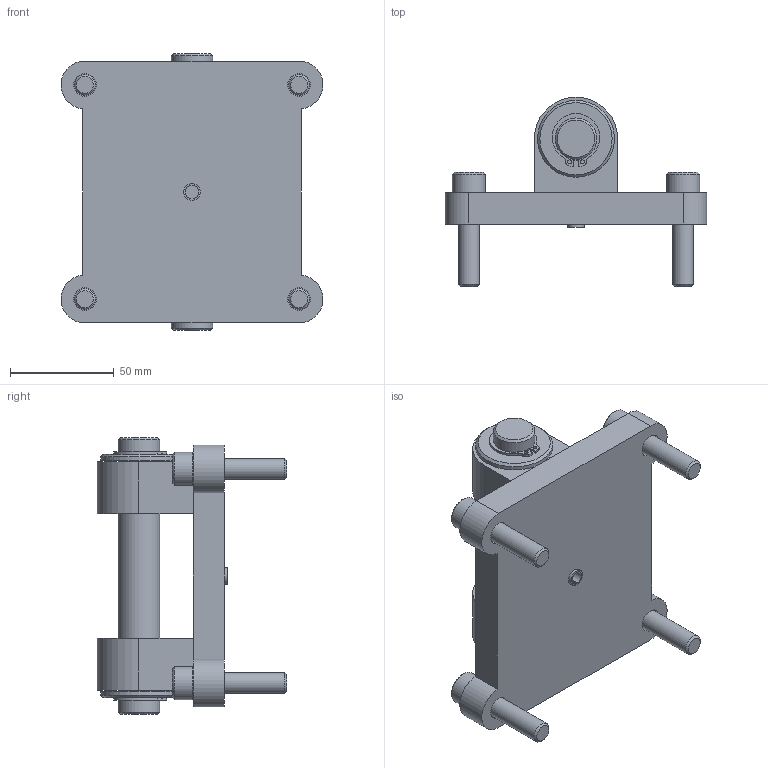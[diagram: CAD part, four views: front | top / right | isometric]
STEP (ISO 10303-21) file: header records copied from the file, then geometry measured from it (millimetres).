
FILE_DESCRIPTION(/* description */ ('STEP AP214'),/* implementation_level */ '2;1');
FILE_NAME(/* name */ '157327_SUA-100',/* time_stamp */ '2024-09-15T14:37:29+02:00',/* author */ ('License CC BY-ND 4.0'),/* organization */ ('CADENAS'),/* preprocessor_version */ 'ST-DEVELOPER v19.3',/* originating_system */ 'PARTsolutions',/* authorisation */ ' ');
FILE_SCHEMA (('AUTOMOTIVE_DESIGN {1 0 10303 214 3 1 1}'));
Length unit declared in the file: millimetre
Products named in the file (7): 157327 SUA-100; 157327 SUA-100---(F); 369046 BZ-20-117,0-AA (133); DIN471 - 20x1.2; DIN-125B-1 -21(F); DIN-912 - M10x45(F); Clamping pin DIN 7346 8x10
Assembly tree (11 placements, depth 2):
  157327 SUA-100
    157327 SUA-100---(F)
    369046 BZ-20-117,0-AA (133)
    DIN471 - 20x1.2  x2
    DIN-125B-1 -21(F)  x2
    DIN-912 - M10x45(F)  x4
    Clamping pin DIN 7346 8x10
Bounding box: 125.98 x 91 x 133 mm (x, y, z)
Volume: 338234.7 mm3; surface area: 73242 mm2
Topology: 11 solids, 11 shells, 202 faces, 417 edges, 248 vertices
Faces by surface type: plane 101, cylinder 52, cone 49
Full cylindrical faces by diameter (mm): 2 x4, 8 x1, 10 x4, 11 x4, 16 x4, 19 x2, 20 x5, 21 x2, 37 x2
Entity records: 2737 total; most frequent: DIRECTION 478, CARTESIAN_POINT 443, ORIENTED_EDGE 356, AXIS2_PLACEMENT_3D 197, EDGE_CURVE 178, FACE_BOUND 150, EDGE_LOOP 149, VERTEX_POINT 128
